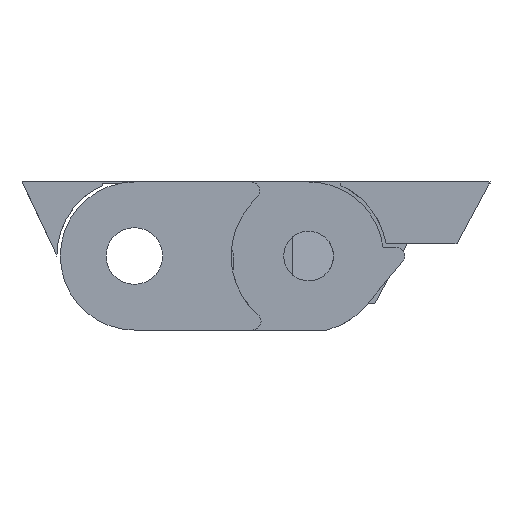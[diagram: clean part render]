
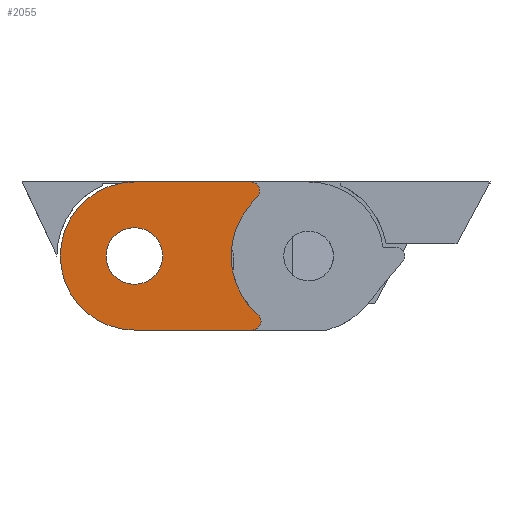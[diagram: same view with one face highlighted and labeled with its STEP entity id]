
A CAD part, front view. The second image highlights one B-rep face of the part: STEP entity #2055.
In plain terms, the highlighted planar face has unit normal (0, -1, 0).
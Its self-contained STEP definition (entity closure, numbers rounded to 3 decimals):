
#20=FACE_BOUND('',#280,.T.);
#70=PLANE('',#2250);
#171=FACE_OUTER_BOUND('',#279,.T.);
#279=EDGE_LOOP('',(#1766,#1767,#1768,#1769,#1770,#1771,#1772));
#280=EDGE_LOOP('',(#1773));
#351=CIRCLE('',#2189,0.5);
#356=CIRCLE('',#2195,4.45);
#357=CIRCLE('',#2197,0.5);
#374=CIRCLE('',#2224,1.625);
#382=CIRCLE('',#2249,4.25);
#506=LINE('',#3228,#727);
#547=LINE('',#3348,#768);
#549=LINE('',#3354,#770);
#727=VECTOR('',#2616,10.);
#768=VECTOR('',#2749,10.);
#770=VECTOR('',#2757,10.);
#938=VERTEX_POINT('',#3189);
#939=VERTEX_POINT('',#3190);
#947=VERTEX_POINT('',#3208);
#948=VERTEX_POINT('',#3212);
#949=VERTEX_POINT('',#3213);
#954=VERTEX_POINT('',#3227);
#980=VERTEX_POINT('',#3296);
#988=VERTEX_POINT('',#3350);
#1184=EDGE_CURVE('',#938,#939,#351,.T.);
#1194=EDGE_CURVE('',#938,#947,#356,.T.);
#1195=EDGE_CURVE('',#948,#949,#357,.T.);
#1202=EDGE_CURVE('',#954,#939,#506,.T.);
#1239=EDGE_CURVE('',#980,#980,#374,.T.);
#1266=EDGE_CURVE('',#947,#949,#547,.T.);
#1267=EDGE_CURVE('',#954,#988,#382,.T.);
#1269=EDGE_CURVE('',#948,#988,#549,.T.);
#1766=ORIENTED_EDGE('',*,*,#1184,.F.);
#1767=ORIENTED_EDGE('',*,*,#1194,.T.);
#1768=ORIENTED_EDGE('',*,*,#1266,.T.);
#1769=ORIENTED_EDGE('',*,*,#1195,.F.);
#1770=ORIENTED_EDGE('',*,*,#1269,.T.);
#1771=ORIENTED_EDGE('',*,*,#1267,.F.);
#1772=ORIENTED_EDGE('',*,*,#1202,.T.);
#1773=ORIENTED_EDGE('',*,*,#1239,.F.);
#2055=ADVANCED_FACE('',(#171,#20),#70,.F.);
#2189=AXIS2_PLACEMENT_3D('',#3191,#2581,#2582);
#2195=AXIS2_PLACEMENT_3D('',#3210,#2598,#2599);
#2197=AXIS2_PLACEMENT_3D('',#3214,#2602,#2603);
#2224=AXIS2_PLACEMENT_3D('',#3298,#2682,#2683);
#2249=AXIS2_PLACEMENT_3D('',#3351,#2752,#2753);
#2250=AXIS2_PLACEMENT_3D('',#3353,#2755,#2756);
#2581=DIRECTION('center_axis',(0.,1.,0.));
#2582=DIRECTION('ref_axis',(0.937,0.,-0.348));
#2598=DIRECTION('center_axis',(0.,1.,0.));
#2599=DIRECTION('ref_axis',(0.296,0.,-0.955));
#2602=DIRECTION('center_axis',(0.,1.,0.));
#2603=DIRECTION('ref_axis',(0.906,0.,0.423));
#2616=DIRECTION('',(1.,0.,0.));
#2682=DIRECTION('center_axis',(0.,-1.,0.));
#2683=DIRECTION('ref_axis',(1.,0.,0.));
#2749=DIRECTION('',(0.643,0.,0.766));
#2752=DIRECTION('center_axis',(0.,1.,0.));
#2753=DIRECTION('ref_axis',(1.,0.,0.));
#2755=DIRECTION('center_axis',(0.,1.,0.));
#2756=DIRECTION('ref_axis',(1.,0.,0.));
#2757=DIRECTION('',(-1.,0.,0.));
#3189=CARTESIAN_POINT('',(7.095,-10.7,-3.371));
#3190=CARTESIAN_POINT('',(6.769,-10.7,-4.25));
#3191=CARTESIAN_POINT('Origin',(6.769,-10.7,-3.75));
#3208=CARTESIAN_POINT('',(6.591,-10.7,2.86));
#3210=CARTESIAN_POINT('Origin',(10.,-10.7,0.));
#3212=CARTESIAN_POINT('',(6.685,-10.7,4.25));
#3213=CARTESIAN_POINT('',(7.068,-10.7,3.429));
#3214=CARTESIAN_POINT('Origin',(6.685,-10.7,3.75));
#3227=CARTESIAN_POINT('',(0.,-10.7,-4.25));
#3228=CARTESIAN_POINT('',(0.,-10.7,-4.25));
#3296=CARTESIAN_POINT('',(-1.625,-10.7,0.));
#3298=CARTESIAN_POINT('Origin',(0.,-10.7,0.));
#3348=CARTESIAN_POINT('',(6.591,-10.7,2.86));
#3350=CARTESIAN_POINT('',(0.,-10.7,4.25));
#3351=CARTESIAN_POINT('Origin',(0.,-10.7,0.));
#3353=CARTESIAN_POINT('Origin',(2.215,-10.7,0.));
#3354=CARTESIAN_POINT('',(10.,-10.7,4.25));
